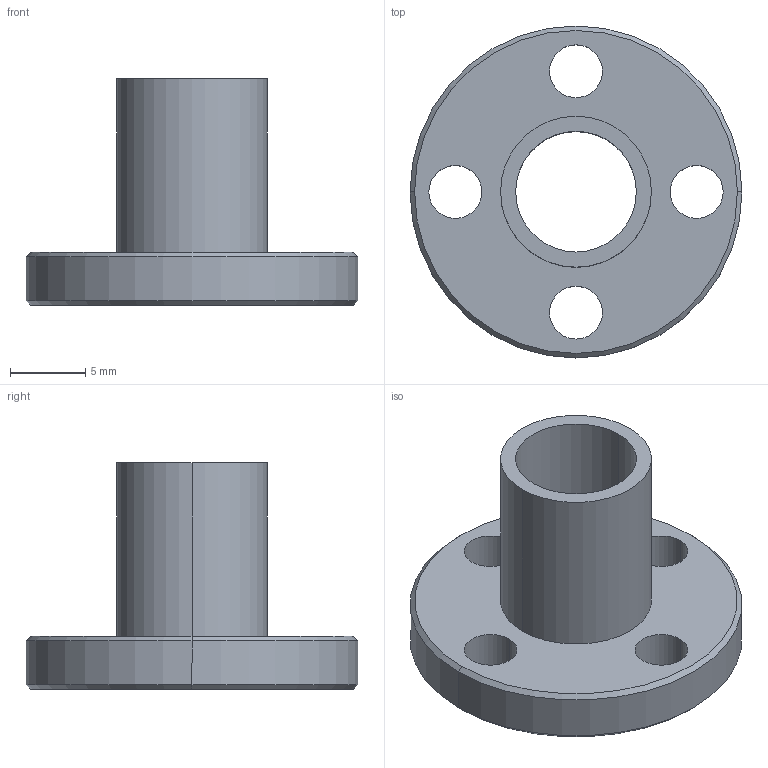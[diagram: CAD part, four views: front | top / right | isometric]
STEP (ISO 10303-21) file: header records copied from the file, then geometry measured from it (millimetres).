
FILE_DESCRIPTION (( 'STEP AP214' ), '1' );
FILE_NAME ('Round Flange Trapezoidal Tr8.STEP', '2025-07-10T17:48:05', ( '' ), ( '' ), 'SwSTEP 2.0', 'SolidWorks 2025', '' );
FILE_SCHEMA (( 'AUTOMOTIVE_DESIGN' ));
Length unit declared in the file: millimetre
Products named in the file (1): Round Flange Trapezoidal Tr8
Bounding box: 22 x 22 x 15 mm (x, y, z)
Volume: 1338.8 mm3; surface area: 1692.4 mm2
Topology: 1 solids, 1 shells, 21 faces, 50 edges, 32 vertices
Faces by surface type: cylinder 14, cone 4, plane 3
Entity records: 667 total; most frequent: DIRECTION 126, CARTESIAN_POINT 104, ORIENTED_EDGE 100, AXIS2_PLACEMENT_3D 54, EDGE_CURVE 50, VERTEX_POINT 32, CIRCLE 32, EDGE_LOOP 32
